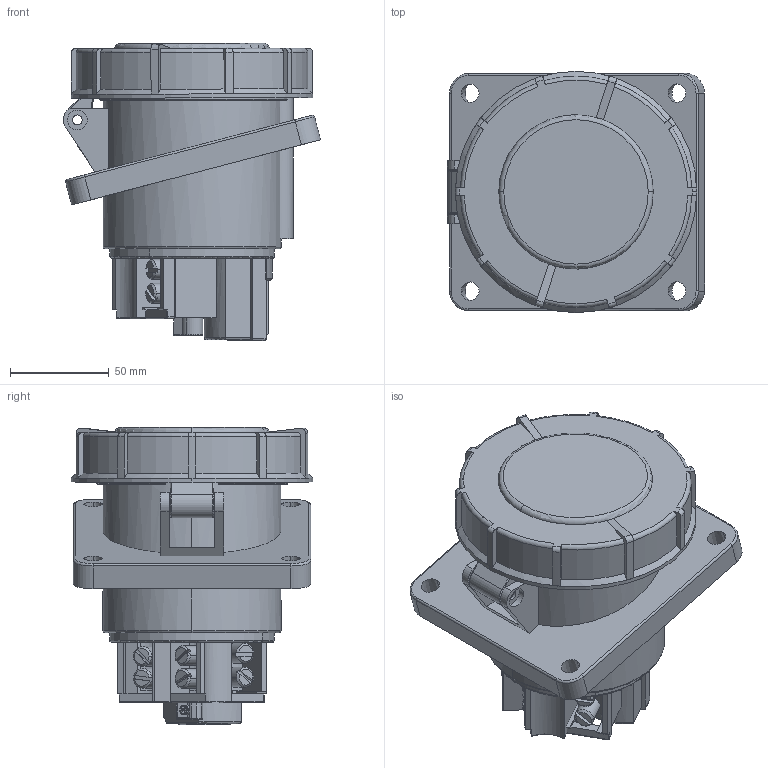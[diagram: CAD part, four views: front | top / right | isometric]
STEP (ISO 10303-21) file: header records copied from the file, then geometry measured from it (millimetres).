
FILE_DESCRIPTION (( 'STEP AP203' ), '1' );
FILE_NAME ('Ðîçåòêà ñòàöèîíàðíàÿ âíóòðåííÿÿ óãëîâàÿ ps-4452-125-380.STEP', '2018-09-04T07:14:49', ( '' ), ( '' ), 'SwSTEP 2.0', 'SolidWorks 2017', '' );
FILE_SCHEMA (( 'CONFIG_CONTROL_DESIGN' ));
Length unit declared in the file: millimetre
Products named in the file (1): Ðîçåòêà ñòàöèîíàðíàÿ âíóòðåííÿÿ óãëîâàÿ ps-4452-125-380
Bounding box: 129.87 x 122 x 150.16 mm (x, y, z)
Volume: 727579.7 mm3; surface area: 198527.1 mm2
Topology: 15 solids, 15 shells, 602 faces, 1559 edges, 993 vertices
Faces by surface type: plane 270, cylinder 190, torus 80, cone 54, sphere 6, bspline 2
Entity records: 19247 total; most frequent: CARTESIAN_POINT 4277, DIRECTION 3202, ORIENTED_EDGE 3110, EDGE_CURVE 1555, AXIS2_PLACEMENT_3D 1223, VERTEX_POINT 992, LINE 756, VECTOR 756
